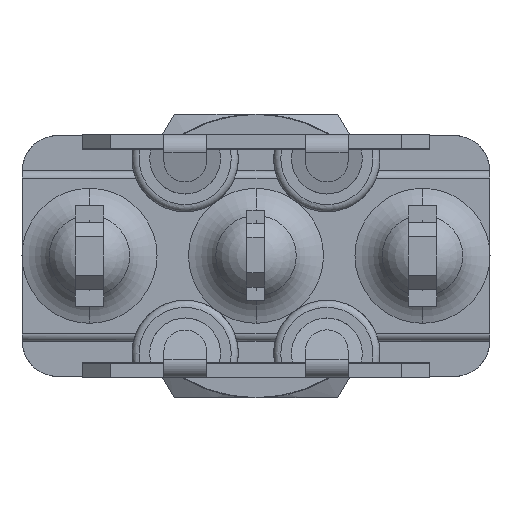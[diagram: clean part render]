
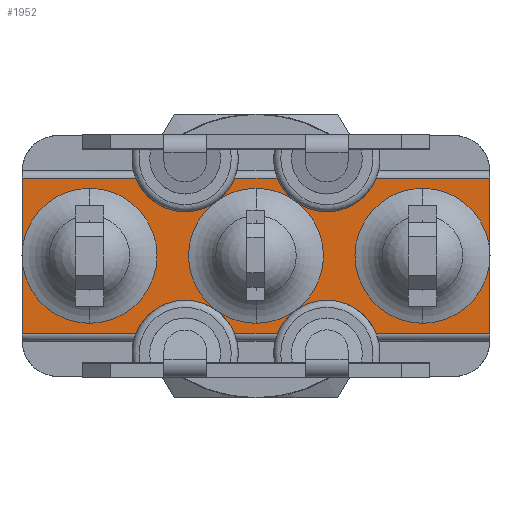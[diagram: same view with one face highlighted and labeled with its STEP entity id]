
A CAD part, front view. The second image highlights one B-rep face of the part: STEP entity #1952.
In plain terms, the highlighted planar face has unit normal (0, -1, 0).
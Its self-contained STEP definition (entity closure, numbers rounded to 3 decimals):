
#408=DIRECTION('',(-1.,0.,0.));
#409=VECTOR('',#408,3.204);
#410=CARTESIAN_POINT('',(6.6,-10.95,2.2));
#411=LINE('',#410,#409);
#416=DIRECTION('',(0.,0.,1.));
#417=VECTOR('',#416,4.4);
#418=CARTESIAN_POINT('',(-6.6,-10.95,-2.2));
#419=LINE('',#418,#417);
#420=CARTESIAN_POINT('',(-2.,-10.95,2.75));
#421=DIRECTION('',(0.,-1.,0.));
#422=DIRECTION('',(-0.93,0.,-0.367));
#423=AXIS2_PLACEMENT_3D('',#420,#421,#422);
#425=CARTESIAN_POINT('',(-2.,-10.95,2.75));
#426=DIRECTION('',(0.,-1.,0.));
#427=DIRECTION('',(0.,0.,-1.));
#428=AXIS2_PLACEMENT_3D('',#425,#426,#427);
#430=CARTESIAN_POINT('',(2.,-10.95,2.75));
#431=DIRECTION('',(0.,-1.,0.));
#432=DIRECTION('',(-0.93,0.,-0.367));
#433=AXIS2_PLACEMENT_3D('',#430,#431,#432);
#435=CARTESIAN_POINT('',(2.,-10.95,2.75));
#436=DIRECTION('',(0.,-1.,0.));
#437=DIRECTION('',(0.,0.,-1.));
#438=AXIS2_PLACEMENT_3D('',#435,#436,#437);
#440=DIRECTION('',(0.,0.,-1.));
#441=VECTOR('',#440,4.4);
#442=CARTESIAN_POINT('',(6.6,-10.95,2.2));
#443=LINE('',#442,#441);
#444=CARTESIAN_POINT('',(2.,-10.95,-2.75));
#445=DIRECTION('',(0.,-1.,0.));
#446=DIRECTION('',(0.93,0.,0.367));
#447=AXIS2_PLACEMENT_3D('',#444,#445,#446);
#449=CARTESIAN_POINT('',(2.,-10.95,-2.75));
#450=DIRECTION('',(0.,-1.,0.));
#451=DIRECTION('',(0.,0.,1.));
#452=AXIS2_PLACEMENT_3D('',#449,#450,#451);
#454=CARTESIAN_POINT('',(-2.,-10.95,-2.75));
#455=DIRECTION('',(0.,-1.,0.));
#456=DIRECTION('',(0.93,0.,0.367));
#457=AXIS2_PLACEMENT_3D('',#454,#455,#456);
#459=CARTESIAN_POINT('',(-2.,-10.95,-2.75));
#460=DIRECTION('',(0.,-1.,0.));
#461=DIRECTION('',(0.,0.,1.));
#462=AXIS2_PLACEMENT_3D('',#459,#460,#461);
#464=DIRECTION('',(1.,0.,0.));
#465=VECTOR('',#464,3.204);
#466=CARTESIAN_POINT('',(-6.6,-10.95,-2.2));
#467=LINE('',#466,#465);
#663=DIRECTION('',(1.,0.,0.));
#664=VECTOR('',#663,1.209);
#665=CARTESIAN_POINT('',(-0.604,-10.95,-2.2));
#666=LINE('',#665,#664);
#782=DIRECTION('',(1.,0.,0.));
#783=VECTOR('',#782,3.204);
#784=CARTESIAN_POINT('',(3.396,-10.95,-2.2));
#785=LINE('',#784,#783);
#1001=DIRECTION('',(-1.,0.,0.));
#1002=VECTOR('',#1001,3.204);
#1003=CARTESIAN_POINT('',(-3.396,-10.95,2.2));
#1004=LINE('',#1003,#1002);
#1169=DIRECTION('',(-1.,0.,0.));
#1170=VECTOR('',#1169,1.209);
#1171=CARTESIAN_POINT('',(0.604,-10.95,2.2));
#1172=LINE('',#1171,#1170);
#1260=CARTESIAN_POINT('',(-6.6,-10.95,-2.2));
#1261=CARTESIAN_POINT('',(-3.396,-10.95,-2.2));
#1262=VERTEX_POINT('',#1260);
#1263=VERTEX_POINT('',#1261);
#1264=CARTESIAN_POINT('',(-6.6,-10.95,2.2));
#1265=VERTEX_POINT('',#1264);
#1266=CARTESIAN_POINT('',(-3.396,-10.95,2.2));
#1267=VERTEX_POINT('',#1266);
#1268=CARTESIAN_POINT('',(-2.,-10.95,1.25));
#1269=CARTESIAN_POINT('',(-0.604,-10.95,2.2));
#1270=VERTEX_POINT('',#1268);
#1271=VERTEX_POINT('',#1269);
#1272=CARTESIAN_POINT('',(0.604,-10.95,2.2));
#1273=VERTEX_POINT('',#1272);
#1274=CARTESIAN_POINT('',(2.,-10.95,1.25));
#1275=CARTESIAN_POINT('',(3.396,-10.95,2.2));
#1276=VERTEX_POINT('',#1274);
#1277=VERTEX_POINT('',#1275);
#1278=CARTESIAN_POINT('',(6.6,-10.95,2.2));
#1279=VERTEX_POINT('',#1278);
#1280=CARTESIAN_POINT('',(6.6,-10.95,-2.2));
#1281=VERTEX_POINT('',#1280);
#1282=CARTESIAN_POINT('',(3.396,-10.95,-2.2));
#1283=VERTEX_POINT('',#1282);
#1284=CARTESIAN_POINT('',(2.,-10.95,-1.25));
#1285=CARTESIAN_POINT('',(0.604,-10.95,-2.2));
#1286=VERTEX_POINT('',#1284);
#1287=VERTEX_POINT('',#1285);
#1288=CARTESIAN_POINT('',(-0.604,-10.95,-2.2));
#1289=VERTEX_POINT('',#1288);
#1290=CARTESIAN_POINT('',(-2.,-10.95,-1.25));
#1291=VERTEX_POINT('',#1290);
#1918=CARTESIAN_POINT('',(0.,-10.95,0.));
#1919=DIRECTION('',(0.,-1.,0.));
#1920=DIRECTION('',(0.,0.,-1.));
#1921=AXIS2_PLACEMENT_3D('',#1918,#1919,#1920);
#1922=PLANE('',#1921);
#1924=ORIENTED_EDGE('',*,*,#1923,.F.);
#1926=ORIENTED_EDGE('',*,*,#1925,.T.);
#1928=ORIENTED_EDGE('',*,*,#1927,.F.);
#1929=ORIENTED_EDGE('',*,*,#1777,.T.);
#1930=ORIENTED_EDGE('',*,*,#1775,.T.);
#1932=ORIENTED_EDGE('',*,*,#1931,.F.);
#1933=ORIENTED_EDGE('',*,*,#1820,.T.);
#1934=ORIENTED_EDGE('',*,*,#1818,.T.);
#1935=ORIENTED_EDGE('',*,*,#1909,.F.);
#1937=ORIENTED_EDGE('',*,*,#1936,.T.);
#1939=ORIENTED_EDGE('',*,*,#1938,.F.);
#1941=ORIENTED_EDGE('',*,*,#1940,.T.);
#1943=ORIENTED_EDGE('',*,*,#1942,.T.);
#1945=ORIENTED_EDGE('',*,*,#1944,.F.);
#1947=ORIENTED_EDGE('',*,*,#1946,.T.);
#1949=ORIENTED_EDGE('',*,*,#1948,.T.);
#1950=EDGE_LOOP('',(#1924,#1926,#1928,#1929,#1930,#1932,#1933,#1934,#1935,#1937,
#1939,#1941,#1943,#1945,#1947,#1949));
#1951=FACE_OUTER_BOUND('',#1950,.F.);
#1952=ADVANCED_FACE('',(#1951),#1922,.T.);
#424=CIRCLE('',#423,1.5);
#429=CIRCLE('',#428,1.5);
#434=CIRCLE('',#433,1.5);
#439=CIRCLE('',#438,1.5);
#448=CIRCLE('',#447,1.5);
#453=CIRCLE('',#452,1.5);
#458=CIRCLE('',#457,1.5);
#463=CIRCLE('',#462,1.5);
#1775=EDGE_CURVE('',#1270,#1271,#429,.T.);
#1777=EDGE_CURVE('',#1267,#1270,#424,.T.);
#1818=EDGE_CURVE('',#1276,#1277,#439,.T.);
#1820=EDGE_CURVE('',#1273,#1276,#434,.T.);
#1909=EDGE_CURVE('',#1279,#1277,#411,.T.);
#1923=EDGE_CURVE('',#1262,#1263,#467,.T.);
#1925=EDGE_CURVE('',#1262,#1265,#419,.T.);
#1927=EDGE_CURVE('',#1267,#1265,#1004,.T.);
#1931=EDGE_CURVE('',#1273,#1271,#1172,.T.);
#1936=EDGE_CURVE('',#1279,#1281,#443,.T.);
#1938=EDGE_CURVE('',#1283,#1281,#785,.T.);
#1940=EDGE_CURVE('',#1283,#1286,#448,.T.);
#1942=EDGE_CURVE('',#1286,#1287,#453,.T.);
#1944=EDGE_CURVE('',#1289,#1287,#666,.T.);
#1946=EDGE_CURVE('',#1289,#1291,#458,.T.);
#1948=EDGE_CURVE('',#1291,#1263,#463,.T.);
